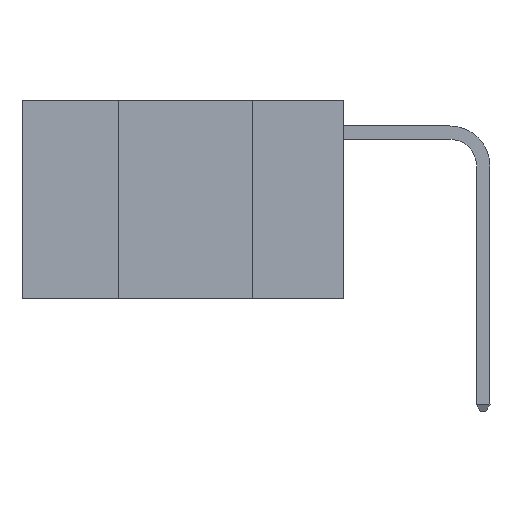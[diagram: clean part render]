
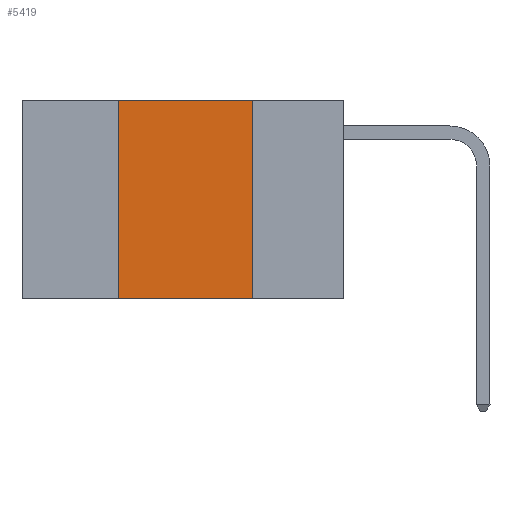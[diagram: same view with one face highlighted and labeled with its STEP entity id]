
A CAD part, left-side view. The second image highlights one B-rep face of the part: STEP entity #5419.
In plain terms, the highlighted planar face has unit normal (-1, 0, 0).
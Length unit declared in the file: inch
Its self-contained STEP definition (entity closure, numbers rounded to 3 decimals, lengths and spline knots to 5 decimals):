
#484 = AXIS2_PLACEMENT_3D ( 'NONE', #1744, #1606, #1571 ) ;
#672 = VECTOR ( 'NONE', #9592, 39.37008 ) ;
#782 = VERTEX_POINT ( 'NONE', #13144 ) ;
#1214 = ORIENTED_EDGE ( 'NONE', *, *, #11565, .F. ) ;
#1355 = LINE ( 'NONE', #11556, #4463 ) ;
#1458 = VERTEX_POINT ( 'NONE', #7955 ) ;
#1571 = DIRECTION ( 'NONE',  ( 0., 0., -1. ) ) ;
#1606 = DIRECTION ( 'NONE',  ( 1., 0., 0. ) ) ;
#1638 = PLANE ( 'NONE',  #484 ) ;
#1744 = CARTESIAN_POINT ( 'NONE',  ( 0., 0.6, 0. ) ) ;
#1806 = CARTESIAN_POINT ( 'NONE',  ( 0., 0.6, 0. ) ) ;
#1878 = LINE ( 'NONE', #1806, #12619 ) ;
#2192 = EDGE_CURVE ( 'NONE', #12596, #782, #1355, .T. ) ;
#2739 = CARTESIAN_POINT ( 'NONE',  ( 0., 0.42, -0.37 ) ) ;
#3821 = CARTESIAN_POINT ( 'NONE',  ( 0., 0.6, -0.37 ) ) ;
#4463 = VECTOR ( 'NONE', #12353, 39.37008 ) ;
#4960 = DIRECTION ( 'NONE',  ( 0., -1., 0. ) ) ;
#5419 = ADVANCED_FACE ( 'NONE', ( #9318 ), #1638, .F. ) ;
#5534 = CARTESIAN_POINT ( 'NONE',  ( 0., 0.17, 0. ) ) ;
#6108 = LINE ( 'NONE', #3821, #7394 ) ;
#6259 = LINE ( 'NONE', #10611, #672 ) ;
#6406 = ORIENTED_EDGE ( 'NONE', *, *, #12911, .F. ) ;
#6724 = ORIENTED_EDGE ( 'NONE', *, *, #9460, .T. ) ;
#7394 = VECTOR ( 'NONE', #11204, 39.37008 ) ;
#7503 = ORIENTED_EDGE ( 'NONE', *, *, #2192, .F. ) ;
#7870 = VERTEX_POINT ( 'NONE', #5534 ) ;
#7955 = CARTESIAN_POINT ( 'NONE',  ( 0., 0.17, -0.37 ) ) ;
#9318 = FACE_OUTER_BOUND ( 'NONE', #9469, .T. ) ;
#9460 = EDGE_CURVE ( 'NONE', #12596, #1458, #6108, .T. ) ;
#9469 = EDGE_LOOP ( 'NONE', ( #6406, #1214, #7503, #6724 ) ) ;
#9592 = DIRECTION ( 'NONE',  ( 0., 0., -1. ) ) ;
#10611 = CARTESIAN_POINT ( 'NONE',  ( 0., 0.17, 0. ) ) ;
#11204 = DIRECTION ( 'NONE',  ( 0., -1., 0. ) ) ;
#11556 = CARTESIAN_POINT ( 'NONE',  ( 0., 0.42, 0. ) ) ;
#11565 = EDGE_CURVE ( 'NONE', #782, #7870, #1878, .T. ) ;
#12353 = DIRECTION ( 'NONE',  ( 0., 0., 1. ) ) ;
#12596 = VERTEX_POINT ( 'NONE', #2739 ) ;
#12619 = VECTOR ( 'NONE', #4960, 39.37008 ) ;
#12911 = EDGE_CURVE ( 'NONE', #7870, #1458, #6259, .T. ) ;
#13144 = CARTESIAN_POINT ( 'NONE',  ( 0., 0.42, 0. ) ) ;
